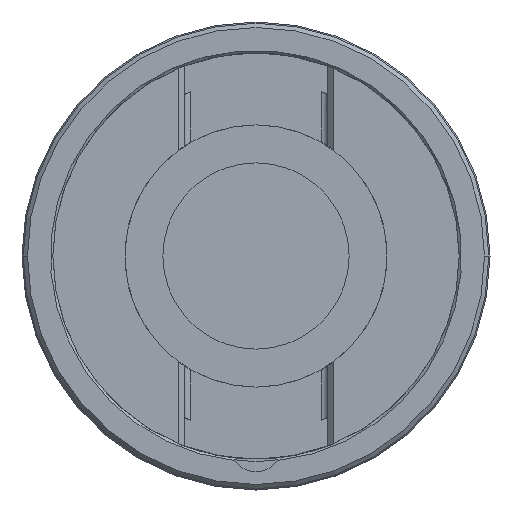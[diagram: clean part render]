
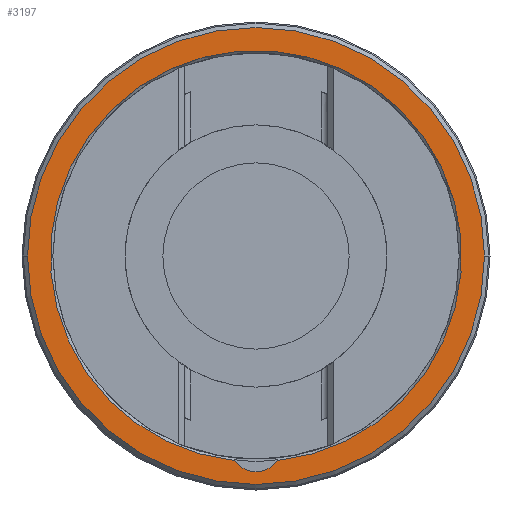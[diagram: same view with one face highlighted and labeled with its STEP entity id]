
A CAD part, front view. The second image highlights one B-rep face of the part: STEP entity #3197.
In plain terms, the highlighted planar face has unit normal (0, -1, 0).
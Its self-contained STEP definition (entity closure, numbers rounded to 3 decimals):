
#413=CARTESIAN_POINT('',(0.,-73.6,0.));
#414=DIRECTION('',(0.,1.,0.));
#415=DIRECTION('',(1.,0.,0.));
#416=AXIS2_PLACEMENT_3D('',#413,#414,#415);
#427=CARTESIAN_POINT('',(0.,-73.6,0.));
#428=DIRECTION('',(0.,-1.,0.));
#429=DIRECTION('',(1.,0.,0.));
#430=AXIS2_PLACEMENT_3D('',#427,#428,#429);
#432=CARTESIAN_POINT('',(0.,-73.6,-22.5));
#433=DIRECTION('',(0.,-1.,0.));
#434=DIRECTION('',(-0.83,0.,-0.557));
#435=AXIS2_PLACEMENT_3D('',#432,#433,#434);
#454=CARTESIAN_POINT('',(0.,-73.6,0.));
#455=DIRECTION('',(0.,1.,0.));
#456=DIRECTION('',(-0.102,0.,-0.995));
#457=AXIS2_PLACEMENT_3D('',#454,#455,#456);
#2470=CARTESIAN_POINT('',(-2.491,-73.6,-24.172));
#2471=CARTESIAN_POINT('',(2.491,-73.6,-24.172));
#2472=VERTEX_POINT('',#2470);
#2473=VERTEX_POINT('',#2471);
#2566=CARTESIAN_POINT('',(27.,-73.6,0.));
#2567=CARTESIAN_POINT('',(-27.,-73.6,0.));
#2568=VERTEX_POINT('',#2566);
#2569=VERTEX_POINT('',#2567);
#3182=CARTESIAN_POINT('',(0.,-73.6,0.));
#3183=DIRECTION('',(0.,-1.,0.));
#3184=DIRECTION('',(-1.,0.,0.));
#3185=AXIS2_PLACEMENT_3D('',#3182,#3183,#3184);
#3186=PLANE('',#3185);
#3187=ORIENTED_EDGE('',*,*,#3162,.T.);
#3188=ORIENTED_EDGE('',*,*,#3176,.F.);
#3189=EDGE_LOOP('',(#3187,#3188));
#3190=FACE_OUTER_BOUND('',#3189,.F.);
#3192=ORIENTED_EDGE('',*,*,#3191,.T.);
#3194=ORIENTED_EDGE('',*,*,#3193,.F.);
#3195=EDGE_LOOP('',(#3192,#3194));
#3196=FACE_BOUND('',#3195,.F.);
#3197=ADVANCED_FACE('',(#3190,#3196),#3186,.T.);
#417=CIRCLE('',#416,27.);
#431=CIRCLE('',#430,27.);
#436=CIRCLE('',#435,3.);
#458=CIRCLE('',#457,24.3);
#3162=EDGE_CURVE('',#2568,#2569,#417,.T.);
#3176=EDGE_CURVE('',#2568,#2569,#431,.T.);
#3191=EDGE_CURVE('',#2472,#2473,#436,.T.);
#3193=EDGE_CURVE('',#2472,#2473,#458,.T.);
